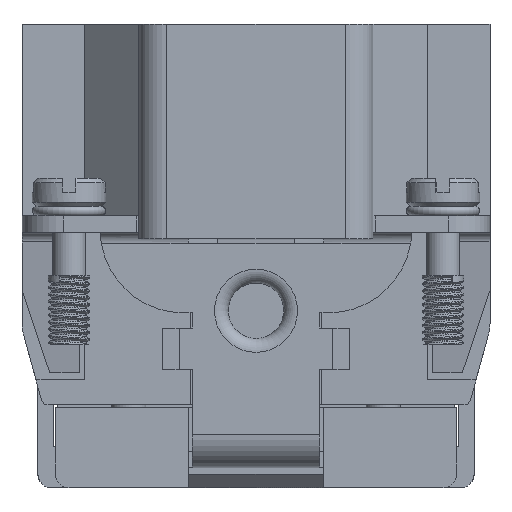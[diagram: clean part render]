
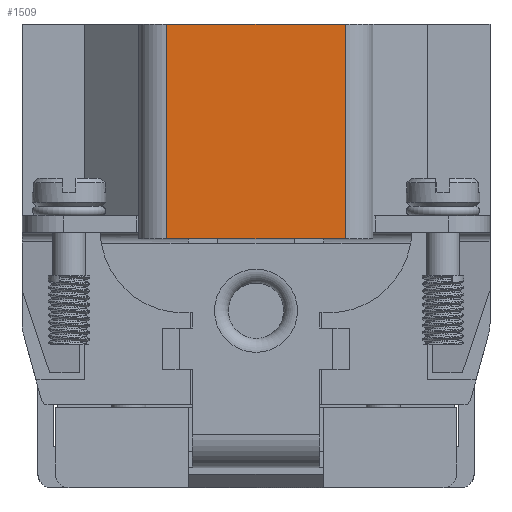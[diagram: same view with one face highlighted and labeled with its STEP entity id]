
A CAD part, left-side view. The second image highlights one B-rep face of the part: STEP entity #1509.
In plain terms, the highlighted planar face has unit normal (-1, 0, 0).
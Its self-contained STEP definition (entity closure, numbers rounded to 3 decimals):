
#608=FACE_OUTER_BOUND('',#4634,.T.);
#1509=ADVANCED_FACE('',(#608),#2552,.T.);
#2552=PLANE('',#19857);
#4634=EDGE_LOOP('',(#6653,#6654,#6655,#6656));
#6653=ORIENTED_EDGE('',*,*,#13803,.T.);
#6654=ORIENTED_EDGE('',*,*,#13831,.T.);
#6655=ORIENTED_EDGE('',*,*,#13821,.F.);
#6656=ORIENTED_EDGE('',*,*,#13832,.F.);
#11809=VERTEX_POINT('',#28192);
#11810=VERTEX_POINT('',#28194);
#11822=VERTEX_POINT('',#28228);
#11823=VERTEX_POINT('',#28229);
#13803=EDGE_CURVE('',#11810,#11809,#16454,.T.);
#13821=EDGE_CURVE('',#11822,#11823,#16469,.T.);
#13831=EDGE_CURVE('',#11809,#11823,#16477,.T.);
#13832=EDGE_CURVE('',#11810,#11822,#16478,.T.);
#16454=LINE('',#28193,#18246);
#16469=LINE('',#28227,#18261);
#16477=LINE('',#28248,#18269);
#16478=LINE('',#28249,#18270);
#18246=VECTOR('',#22374,1.);
#18261=VECTOR('',#22403,1.);
#18269=VECTOR('',#22417,1.);
#18270=VECTOR('',#22418,1.);
#19857=AXIS2_PLACEMENT_3D('',#28250,#22419,#22420);
#22374=DIRECTION('',(0.,1.,0.));
#22403=DIRECTION('',(0.,1.,0.));
#22417=DIRECTION('',(0.,0.,-1.));
#22418=DIRECTION('',(0.,0.,-1.));
#22419=DIRECTION('',(-1.,0.,0.));
#22420=DIRECTION('',(0.,0.,-1.));
#28192=CARTESIAN_POINT('',(-25.4,6.45,14.1));
#28193=CARTESIAN_POINT('',(-25.4,8.55,14.1));
#28194=CARTESIAN_POINT('',(-25.4,-6.45,14.1));
#28227=CARTESIAN_POINT('',(-25.4,8.55,-1.4));
#28228=CARTESIAN_POINT('',(-25.4,-6.45,-1.4));
#28229=CARTESIAN_POINT('',(-25.4,6.45,-1.4));
#28248=CARTESIAN_POINT('',(-25.4,6.45,31.655));
#28249=CARTESIAN_POINT('',(-25.4,-6.45,31.655));
#28250=CARTESIAN_POINT('',(-25.4,8.55,13.6));
